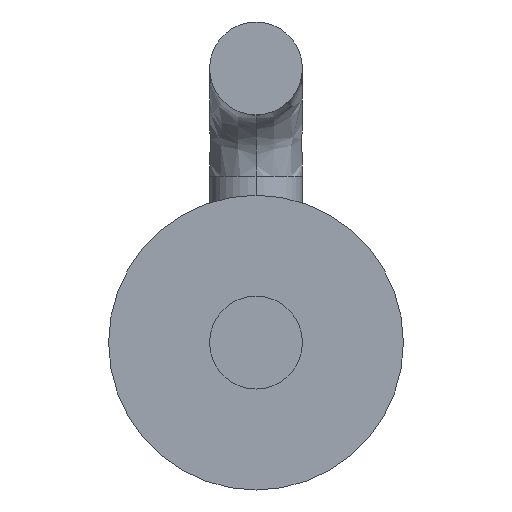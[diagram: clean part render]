
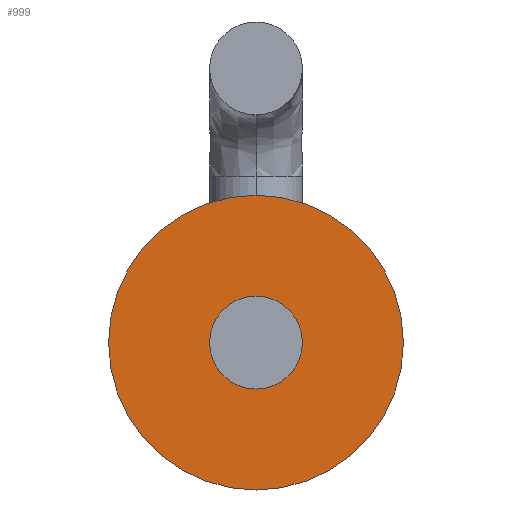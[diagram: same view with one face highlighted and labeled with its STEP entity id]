
A CAD part, front view. The second image highlights one B-rep face of the part: STEP entity #999.
In plain terms, the highlighted planar face has unit normal (0, -1, 0).
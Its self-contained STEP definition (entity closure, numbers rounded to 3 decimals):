
#239 = ORIENTED_EDGE ( 'NONE', *, *, #966, .F. ) ;
#286 = VERTEX_POINT ( 'NONE', #349 ) ;
#322 = DIRECTION ( 'NONE',  ( 0., 1., 0. ) ) ;
#343 = CARTESIAN_POINT ( 'NONE',  ( 0., 0., 0. ) ) ;
#349 = CARTESIAN_POINT ( 'NONE',  ( 0., 0., -1.365 ) ) ;
#369 = VERTEX_POINT ( 'NONE', #476 ) ;
#418 = EDGE_LOOP ( 'NONE', ( #239, #804 ) ) ;
#435 = DIRECTION ( 'NONE',  ( 0., 0., -1. ) ) ;
#476 = CARTESIAN_POINT ( 'NONE',  ( 0., 0., 1.365 ) ) ;
#514 = DIRECTION ( 'NONE',  ( 0., -1., 0. ) ) ;
#516 = CIRCLE ( 'NONE', #1028, 1.365 ) ;
#677 = CIRCLE ( 'NONE', #1077, 1.365 ) ;
#688 = PLANE ( 'NONE',  #754 ) ;
#754 = AXIS2_PLACEMENT_3D ( 'NONE', #1052, #514, #1148 ) ;
#804 = ORIENTED_EDGE ( 'NONE', *, *, #1138, .F. ) ;
#834 = CARTESIAN_POINT ( 'NONE',  ( 0., 0., 0. ) ) ;
#932 = DIRECTION ( 'NONE',  ( 0., 0., -1. ) ) ;
#966 = EDGE_CURVE ( 'NONE', #286, #369, #516, .T. ) ;
#969 = DIRECTION ( 'NONE',  ( 0., 1., 0. ) ) ;
#999 = ADVANCED_FACE ( 'NONE', ( #1114 ), #688, .T. ) ;
#1028 = AXIS2_PLACEMENT_3D ( 'NONE', #834, #322, #932 ) ;
#1052 = CARTESIAN_POINT ( 'NONE',  ( 0., 0., 0. ) ) ;
#1077 = AXIS2_PLACEMENT_3D ( 'NONE', #343, #969, #435 ) ;
#1114 = FACE_OUTER_BOUND ( 'NONE', #418, .T. ) ;
#1138 = EDGE_CURVE ( 'NONE', #369, #286, #677, .T. ) ;
#1148 = DIRECTION ( 'NONE',  ( 0., 0., -1. ) ) ;
